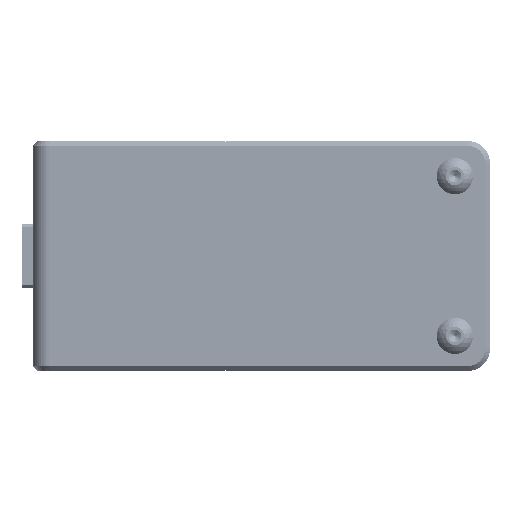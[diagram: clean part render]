
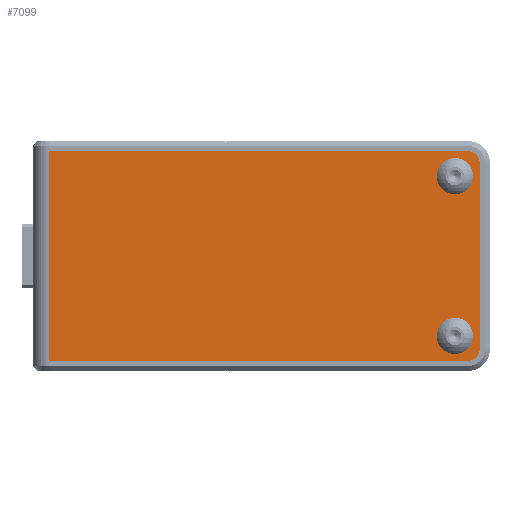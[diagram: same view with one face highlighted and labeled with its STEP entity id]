
A CAD part, left-side view. The second image highlights one B-rep face of the part: STEP entity #7099.
In plain terms, the highlighted planar face has unit normal (-1, 0, 0).
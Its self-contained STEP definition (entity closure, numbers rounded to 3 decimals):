
#301 = CIRCLE ( 'NONE', #18120, 2. ) ;
#505 = EDGE_CURVE ( 'NONE', #20199, #5261, #301, .T. ) ;
#1153 = EDGE_CURVE ( 'NONE', #4335, #25052, #38269, .T. ) ;
#2158 = PLANE ( 'NONE',  #26675 ) ;
#2704 = CARTESIAN_POINT ( 'NONE',  ( -26., -67.9, -16.45 ) ) ;
#3460 = DIRECTION ( 'NONE',  ( 0., 0., -1. ) ) ;
#3801 = CARTESIAN_POINT ( 'NONE',  ( -26., -66., 12.5 ) ) ;
#4335 = VERTEX_POINT ( 'NONE', #20873 ) ;
#4409 = VERTEX_POINT ( 'NONE', #28830 ) ;
#5261 = VERTEX_POINT ( 'NONE', #18380 ) ;
#6177 = CARTESIAN_POINT ( 'NONE',  ( -26., -69.9, -16.45 ) ) ;
#7099 = ADVANCED_FACE ( 'NONE', ( #28101, #33504, #9381 ), #2158, .T. ) ;
#7188 = VECTOR ( 'NONE', #38520, 1000. ) ;
#7285 = CARTESIAN_POINT ( 'NONE',  ( -26., -2.5, -16.45 ) ) ;
#7446 = EDGE_CURVE ( 'NONE', #4409, #4409, #11294, .T. ) ;
#7936 = DIRECTION ( 'NONE',  ( 0., -1., 0. ) ) ;
#8280 = CARTESIAN_POINT ( 'NONE',  ( -26., -67.9, 14.45 ) ) ;
#9381 = FACE_OUTER_BOUND ( 'NONE', #33558, .T. ) ;
#10822 = VECTOR ( 'NONE', #38885, 1000. ) ;
#10876 = LINE ( 'NONE', #31415, #40412 ) ;
#10950 = CARTESIAN_POINT ( 'NONE',  ( -26., -66., -12.5 ) ) ;
#11294 = CIRCLE ( 'NONE', #16912, 1.6 ) ;
#11896 = ORIENTED_EDGE ( 'NONE', *, *, #39726, .T. ) ;
#13462 = CIRCLE ( 'NONE', #15680, 1.6 ) ;
#13535 = CARTESIAN_POINT ( 'NONE',  ( -26., -1., -16.45 ) ) ;
#14139 = CARTESIAN_POINT ( 'NONE',  ( -26., -67.9, -14.45 ) ) ;
#14416 = EDGE_CURVE ( 'NONE', #39873, #5261, #18196, .T. ) ;
#14616 = DIRECTION ( 'NONE',  ( 0., -1., 0. ) ) ;
#14674 = ORIENTED_EDGE ( 'NONE', *, *, #505, .T. ) ;
#15680 = AXIS2_PLACEMENT_3D ( 'NONE', #10950, #39835, #33339 ) ;
#16790 = EDGE_CURVE ( 'NONE', #26588, #26588, #13462, .T. ) ;
#16912 = AXIS2_PLACEMENT_3D ( 'NONE', #3801, #39772, #35628 ) ;
#17136 = CARTESIAN_POINT ( 'NONE',  ( -26., -64.4, -12.5 ) ) ;
#17428 = ORIENTED_EDGE ( 'NONE', *, *, #26683, .F. ) ;
#17729 = CIRCLE ( 'NONE', #20671, 2. ) ;
#18120 = AXIS2_PLACEMENT_3D ( 'NONE', #14139, #23361, #7936 ) ;
#18196 = LINE ( 'NONE', #6177, #22166 ) ;
#18380 = CARTESIAN_POINT ( 'NONE',  ( -26., -69.9, -14.45 ) ) ;
#19089 = ORIENTED_EDGE ( 'NONE', *, *, #16790, .T. ) ;
#19339 = CARTESIAN_POINT ( 'NONE',  ( -26., -69.9, 14.45 ) ) ;
#19809 = ORIENTED_EDGE ( 'NONE', *, *, #14416, .F. ) ;
#20199 = VERTEX_POINT ( 'NONE', #2704 ) ;
#20671 = AXIS2_PLACEMENT_3D ( 'NONE', #8280, #39816, #14616 ) ;
#20873 = CARTESIAN_POINT ( 'NONE',  ( -26., -2.5, 16.45 ) ) ;
#21346 = DIRECTION ( 'NONE',  ( 0., -1., 0. ) ) ;
#21483 = CARTESIAN_POINT ( 'NONE',  ( -26., 0., 0. ) ) ;
#21488 = DIRECTION ( 'NONE',  ( 0., 0., -1. ) ) ;
#22166 = VECTOR ( 'NONE', #21488, 1000. ) ;
#23361 = DIRECTION ( 'NONE',  ( -1., 0., 0. ) ) ;
#25052 = VERTEX_POINT ( 'NONE', #32932 ) ;
#25482 = EDGE_LOOP ( 'NONE', ( #32888 ) ) ;
#26588 = VERTEX_POINT ( 'NONE', #17136 ) ;
#26675 = AXIS2_PLACEMENT_3D ( 'NONE', #21483, #27675, #21346 ) ;
#26683 = EDGE_CURVE ( 'NONE', #20199, #27153, #38906, .T. ) ;
#26853 = ORIENTED_EDGE ( 'NONE', *, *, #40084, .T. ) ;
#27153 = VERTEX_POINT ( 'NONE', #7285 ) ;
#27388 = CARTESIAN_POINT ( 'NONE',  ( -26., -69.9, 16.45 ) ) ;
#27675 = DIRECTION ( 'NONE',  ( -1., 0., 0. ) ) ;
#28101 = FACE_BOUND ( 'NONE', #25482, .T. ) ;
#28830 = CARTESIAN_POINT ( 'NONE',  ( -26., -64.4, 12.5 ) ) ;
#30767 = EDGE_LOOP ( 'NONE', ( #19089 ) ) ;
#31415 = CARTESIAN_POINT ( 'NONE',  ( -26., -2.5, 0. ) ) ;
#32888 = ORIENTED_EDGE ( 'NONE', *, *, #7446, .T. ) ;
#32932 = CARTESIAN_POINT ( 'NONE',  ( -26., -67.9, 16.45 ) ) ;
#33339 = DIRECTION ( 'NONE',  ( 0., 1., 0. ) ) ;
#33504 = FACE_BOUND ( 'NONE', #30767, .T. ) ;
#33558 = EDGE_LOOP ( 'NONE', ( #19809, #26853, #37770, #11896, #17428, #14674 ) ) ;
#35628 = DIRECTION ( 'NONE',  ( 0., 1., 0. ) ) ;
#37770 = ORIENTED_EDGE ( 'NONE', *, *, #1153, .F. ) ;
#38269 = LINE ( 'NONE', #27388, #7188 ) ;
#38520 = DIRECTION ( 'NONE',  ( 0., -1., 0. ) ) ;
#38885 = DIRECTION ( 'NONE',  ( 0., 1., 0. ) ) ;
#38906 = LINE ( 'NONE', #13535, #10822 ) ;
#39726 = EDGE_CURVE ( 'NONE', #4335, #27153, #10876, .T. ) ;
#39772 = DIRECTION ( 'NONE',  ( 1., 0., 0. ) ) ;
#39816 = DIRECTION ( 'NONE',  ( -1., 0., 0. ) ) ;
#39835 = DIRECTION ( 'NONE',  ( 1., 0., 0. ) ) ;
#39873 = VERTEX_POINT ( 'NONE', #19339 ) ;
#40084 = EDGE_CURVE ( 'NONE', #39873, #25052, #17729, .T. ) ;
#40412 = VECTOR ( 'NONE', #3460, 1000. ) ;
